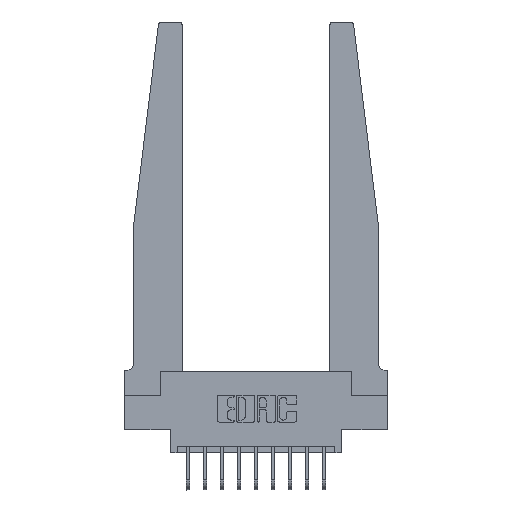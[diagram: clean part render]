
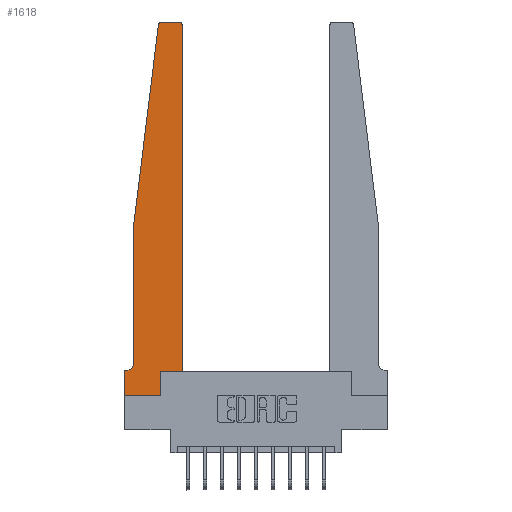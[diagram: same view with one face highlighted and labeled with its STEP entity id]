
A CAD part, top view. The second image highlights one B-rep face of the part: STEP entity #1618.
In plain terms, the highlighted planar face has unit normal (0, 0, 1).
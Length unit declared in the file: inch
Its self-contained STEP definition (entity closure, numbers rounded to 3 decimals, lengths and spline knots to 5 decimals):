
#104 = CARTESIAN_POINT ( 'NONE',  ( 0.425, 2.72, 0.37 ) ) ;
#167 = LINE ( 'NONE', #1092, #9671 ) ;
#369 = DIRECTION ( 'NONE',  ( 1., 0., 0. ) ) ;
#583 = DIRECTION ( 'NONE',  ( 0., 0., -1. ) ) ;
#762 = DIRECTION ( 'NONE',  ( 0., 0., 1. ) ) ;
#969 = ORIENTED_EDGE ( 'NONE', *, *, #12432, .T. ) ;
#1014 = CARTESIAN_POINT ( 'NONE',  ( 0., 0.1875, 0.37 ) ) ;
#1092 = CARTESIAN_POINT ( 'NONE',  ( 0.065, 1.25, 0.37 ) ) ;
#1290 = LINE ( 'NONE', #9658, #13240 ) ;
#1520 = ORIENTED_EDGE ( 'NONE', *, *, #7250, .T. ) ;
#1578 = ORIENTED_EDGE ( 'NONE', *, *, #5396, .T. ) ;
#1618 = ADVANCED_FACE ( 'NONE', ( #6261 ), #10875, .T. ) ;
#1623 = CARTESIAN_POINT ( 'NONE',  ( 0., 0., 0.37 ) ) ;
#1668 = VERTEX_POINT ( 'NONE', #5329 ) ;
#1750 = CARTESIAN_POINT ( 'NONE',  ( 0., 0., 0.37 ) ) ;
#1883 = VECTOR ( 'NONE', #369, 39.37008 ) ;
#2486 = VERTEX_POINT ( 'NONE', #11496 ) ;
#2619 = DIRECTION ( 'NONE',  ( -1., 0., 0. ) ) ;
#2734 = EDGE_CURVE ( 'NONE', #14515, #6916, #5868, .T. ) ;
#2839 = DIRECTION ( 'NONE',  ( 0., 0., 1. ) ) ;
#3396 = ORIENTED_EDGE ( 'NONE', *, *, #2734, .T. ) ;
#3889 = ORIENTED_EDGE ( 'NONE', *, *, #14894, .T. ) ;
#3936 = LINE ( 'NONE', #13030, #9761 ) ;
#3982 = CARTESIAN_POINT ( 'NONE',  ( 0., 0.1875, 0.37 ) ) ;
#4050 = AXIS2_PLACEMENT_3D ( 'NONE', #9853, #2839, #10953 ) ;
#4126 = CARTESIAN_POINT ( 'NONE',  ( 0.2605, 0.18, 0.37 ) ) ;
#4135 = ORIENTED_EDGE ( 'NONE', *, *, #13951, .T. ) ;
#4234 = LINE ( 'NONE', #9102, #12612 ) ;
#4680 = EDGE_CURVE ( 'NONE', #12606, #5009, #14719, .T. ) ;
#4959 = CARTESIAN_POINT ( 'NONE',  ( 0.065, 1.25, 0.37 ) ) ;
#5009 = VERTEX_POINT ( 'NONE', #4959 ) ;
#5080 = DIRECTION ( 'NONE',  ( 0., 1., 0. ) ) ;
#5218 = DIRECTION ( 'NONE',  ( 0., 0., 1. ) ) ;
#5329 = CARTESIAN_POINT ( 'NONE',  ( 0.2605, 0., 0.37 ) ) ;
#5333 = CARTESIAN_POINT ( 'NONE',  ( 0.24675, 2.72367, 0.37 ) ) ;
#5349 = CARTESIAN_POINT ( 'NONE',  ( 0.065, 1.25, 0.37 ) ) ;
#5396 = EDGE_CURVE ( 'NONE', #11091, #13286, #4234, .T. ) ;
#5765 = EDGE_LOOP ( 'NONE', ( #3396, #9661, #5905, #969, #13122, #1520, #3889, #10585, #9360, #1578, #4135, #13866 ) ) ;
#5868 = LINE ( 'NONE', #6267, #14068 ) ;
#5905 = ORIENTED_EDGE ( 'NONE', *, *, #4680, .T. ) ;
#5923 = AXIS2_PLACEMENT_3D ( 'NONE', #7818, #583, #8931 ) ;
#6261 = FACE_OUTER_BOUND ( 'NONE', #5765, .T. ) ;
#6267 = CARTESIAN_POINT ( 'NONE',  ( 0.25, 2.75, 0.37 ) ) ;
#6297 = VERTEX_POINT ( 'NONE', #1014 ) ;
#6550 = DIRECTION ( 'NONE',  ( -0.122, -0.992, 0. ) ) ;
#6593 = DIRECTION ( 'NONE',  ( -1., 0., 0. ) ) ;
#6819 = VECTOR ( 'NONE', #12289, 39.37008 ) ;
#6916 = VERTEX_POINT ( 'NONE', #7058 ) ;
#7058 = CARTESIAN_POINT ( 'NONE',  ( 0.27653, 2.75, 0.37 ) ) ;
#7250 = EDGE_CURVE ( 'NONE', #12632, #6297, #13092, .T. ) ;
#7689 = EDGE_CURVE ( 'NONE', #13869, #1668, #8236, .T. ) ;
#7818 = CARTESIAN_POINT ( 'NONE',  ( 0.015, 0.2375, 0.37 ) ) ;
#7981 = CARTESIAN_POINT ( 'NONE',  ( 0.27653, 2.72, 0.37 ) ) ;
#8236 = LINE ( 'NONE', #1623, #1883 ) ;
#8287 = EDGE_CURVE ( 'NONE', #10543, #14515, #12032, .T. ) ;
#8437 = CIRCLE ( 'NONE', #12335, 0.03 ) ;
#8802 = CARTESIAN_POINT ( 'NONE',  ( 0.015, 0.1875, 0.37 ) ) ;
#8931 = DIRECTION ( 'NONE',  ( -1., 0., 0. ) ) ;
#9043 = EDGE_CURVE ( 'NONE', #2486, #12632, #11144, .T. ) ;
#9100 = DIRECTION ( 'NONE',  ( 1., 0., 0. ) ) ;
#9102 = CARTESIAN_POINT ( 'NONE',  ( 0.425, 0.18, 0.37 ) ) ;
#9360 = ORIENTED_EDGE ( 'NONE', *, *, #13671, .T. ) ;
#9658 = CARTESIAN_POINT ( 'NONE',  ( 0.2605, 0.18, 0.37 ) ) ;
#9661 = ORIENTED_EDGE ( 'NONE', *, *, #12750, .T. ) ;
#9671 = VECTOR ( 'NONE', #13787, 39.37008 ) ;
#9761 = VECTOR ( 'NONE', #10804, 39.37008 ) ;
#9786 = LINE ( 'NONE', #11173, #6819 ) ;
#9853 = CARTESIAN_POINT ( 'NONE',  ( 0.395, 2.72, 0.37 ) ) ;
#10160 = VECTOR ( 'NONE', #6593, 39.37008 ) ;
#10215 = DIRECTION ( 'NONE',  ( 1., 0., 0. ) ) ;
#10543 = VERTEX_POINT ( 'NONE', #104 ) ;
#10585 = ORIENTED_EDGE ( 'NONE', *, *, #7689, .T. ) ;
#10804 = DIRECTION ( 'NONE',  ( 0., -1., 0. ) ) ;
#10875 = PLANE ( 'NONE',  #14357 ) ;
#10953 = DIRECTION ( 'NONE',  ( 1., 0., 0. ) ) ;
#11091 = VERTEX_POINT ( 'NONE', #4126 ) ;
#11144 = CIRCLE ( 'NONE', #5923, 0.05 ) ;
#11173 = CARTESIAN_POINT ( 'NONE',  ( 0.425, 0.18, 0.37 ) ) ;
#11496 = CARTESIAN_POINT ( 'NONE',  ( 0.065, 0.2375, 0.37 ) ) ;
#11776 = VECTOR ( 'NONE', #6550, 39.37008 ) ;
#12032 = CIRCLE ( 'NONE', #4050, 0.03 ) ;
#12289 = DIRECTION ( 'NONE',  ( 0., 1., 0. ) ) ;
#12335 = AXIS2_PLACEMENT_3D ( 'NONE', #7981, #762, #9100 ) ;
#12432 = EDGE_CURVE ( 'NONE', #5009, #2486, #167, .T. ) ;
#12606 = VERTEX_POINT ( 'NONE', #5333 ) ;
#12612 = VECTOR ( 'NONE', #10215, 39.37008 ) ;
#12632 = VERTEX_POINT ( 'NONE', #8802 ) ;
#12750 = EDGE_CURVE ( 'NONE', #6916, #12606, #8437, .T. ) ;
#13030 = CARTESIAN_POINT ( 'NONE',  ( 0., 0., 0.37 ) ) ;
#13092 = LINE ( 'NONE', #13204, #10160 ) ;
#13101 = DIRECTION ( 'NONE',  ( 1., 0., 0. ) ) ;
#13122 = ORIENTED_EDGE ( 'NONE', *, *, #9043, .T. ) ;
#13181 = CARTESIAN_POINT ( 'NONE',  ( 0.395, 2.75, 0.37 ) ) ;
#13204 = CARTESIAN_POINT ( 'NONE',  ( 0.065, 0.1875, 0.37 ) ) ;
#13240 = VECTOR ( 'NONE', #5080, 39.37008 ) ;
#13286 = VERTEX_POINT ( 'NONE', #14403 ) ;
#13671 = EDGE_CURVE ( 'NONE', #1668, #11091, #1290, .T. ) ;
#13787 = DIRECTION ( 'NONE',  ( 0., -1., 0. ) ) ;
#13866 = ORIENTED_EDGE ( 'NONE', *, *, #8287, .T. ) ;
#13869 = VERTEX_POINT ( 'NONE', #1750 ) ;
#13951 = EDGE_CURVE ( 'NONE', #13286, #10543, #9786, .T. ) ;
#14068 = VECTOR ( 'NONE', #2619, 39.37008 ) ;
#14357 = AXIS2_PLACEMENT_3D ( 'NONE', #3982, #5218, #13101 ) ;
#14403 = CARTESIAN_POINT ( 'NONE',  ( 0.425, 0.18, 0.37 ) ) ;
#14515 = VERTEX_POINT ( 'NONE', #13181 ) ;
#14719 = LINE ( 'NONE', #5349, #11776 ) ;
#14894 = EDGE_CURVE ( 'NONE', #6297, #13869, #3936, .T. ) ;
